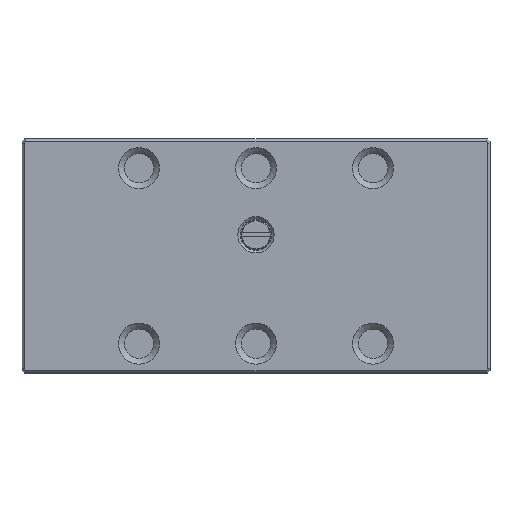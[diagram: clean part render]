
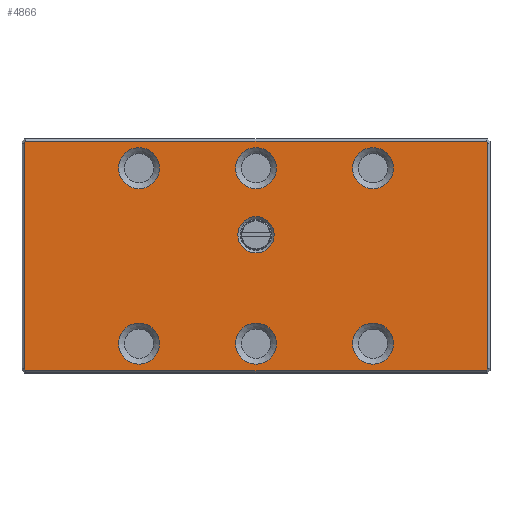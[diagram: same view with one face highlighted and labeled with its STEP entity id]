
A CAD part, top view. The second image highlights one B-rep face of the part: STEP entity #4866.
In plain terms, the highlighted planar face has unit normal (0, 0, 1).
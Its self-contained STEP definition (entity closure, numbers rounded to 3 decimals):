
#4329=FACE_BOUND('',#8364,.T.);
#4330=FACE_BOUND('',#8365,.T.);
#4331=FACE_BOUND('',#8366,.T.);
#4332=FACE_BOUND('',#8367,.T.);
#4333=FACE_BOUND('',#8368,.T.);
#4334=FACE_BOUND('',#8369,.T.);
#4335=FACE_BOUND('',#8370,.T.);
#4336=FACE_BOUND('',#8371,.T.);
#4448=CIRCLE('',#28365,1.55);
#4449=CIRCLE('',#28366,1.75);
#4450=CIRCLE('',#28367,1.75);
#4451=CIRCLE('',#28368,1.75);
#4452=CIRCLE('',#28369,1.75);
#4453=CIRCLE('',#28370,1.75);
#4454=CIRCLE('',#28371,1.75);
#4866=ADVANCED_FACE('',(#4329,#4330,#4331,#4332,#4333,#4334,#4335,#4336),
#6081,.F.);
#6081=PLANE('',#28372);
#8364=EDGE_LOOP('',(#12230));
#8365=EDGE_LOOP('',(#12231));
#8366=EDGE_LOOP('',(#12232));
#8367=EDGE_LOOP('',(#12233));
#8368=EDGE_LOOP('',(#12234));
#8369=EDGE_LOOP('',(#12235));
#8370=EDGE_LOOP('',(#12236));
#8371=EDGE_LOOP('',(#12237,#12238,#12239,#12240,#12241,#12242,#12243,#12244));
#12230=ORIENTED_EDGE('',*,*,#20371,.T.);
#12231=ORIENTED_EDGE('',*,*,#20372,.T.);
#12232=ORIENTED_EDGE('',*,*,#20373,.T.);
#12233=ORIENTED_EDGE('',*,*,#20374,.T.);
#12234=ORIENTED_EDGE('',*,*,#20375,.T.);
#12235=ORIENTED_EDGE('',*,*,#20376,.T.);
#12236=ORIENTED_EDGE('',*,*,#20377,.T.);
#12237=ORIENTED_EDGE('',*,*,#20378,.T.);
#12238=ORIENTED_EDGE('',*,*,#20379,.T.);
#12239=ORIENTED_EDGE('',*,*,#20380,.T.);
#12240=ORIENTED_EDGE('',*,*,#20381,.T.);
#12241=ORIENTED_EDGE('',*,*,#20382,.T.);
#12242=ORIENTED_EDGE('',*,*,#20383,.T.);
#12243=ORIENTED_EDGE('',*,*,#20384,.T.);
#12244=ORIENTED_EDGE('',*,*,#20385,.T.);
#17802=VERTEX_POINT('',#38281);
#17803=VERTEX_POINT('',#38283);
#17804=VERTEX_POINT('',#38285);
#17805=VERTEX_POINT('',#38287);
#17806=VERTEX_POINT('',#38289);
#17807=VERTEX_POINT('',#38291);
#17808=VERTEX_POINT('',#38293);
#17809=VERTEX_POINT('',#38295);
#17810=VERTEX_POINT('',#38296);
#17811=VERTEX_POINT('',#38298);
#17812=VERTEX_POINT('',#38300);
#17813=VERTEX_POINT('',#38302);
#17814=VERTEX_POINT('',#38304);
#17815=VERTEX_POINT('',#38306);
#17816=VERTEX_POINT('',#38308);
#20371=EDGE_CURVE('',#17802,#17802,#4448,.T.);
#20372=EDGE_CURVE('',#17803,#17803,#4449,.T.);
#20373=EDGE_CURVE('',#17804,#17804,#4450,.T.);
#20374=EDGE_CURVE('',#17805,#17805,#4451,.T.);
#20375=EDGE_CURVE('',#17806,#17806,#4452,.T.);
#20376=EDGE_CURVE('',#17807,#17807,#4453,.T.);
#20377=EDGE_CURVE('',#17808,#17808,#4454,.T.);
#20378=EDGE_CURVE('',#17809,#17810,#23539,.T.);
#20379=EDGE_CURVE('',#17810,#17811,#23540,.T.);
#20380=EDGE_CURVE('',#17811,#17812,#23541,.T.);
#20381=EDGE_CURVE('',#17812,#17813,#23542,.T.);
#20382=EDGE_CURVE('',#17813,#17814,#23543,.T.);
#20383=EDGE_CURVE('',#17814,#17815,#23544,.T.);
#20384=EDGE_CURVE('',#17815,#17816,#23545,.T.);
#20385=EDGE_CURVE('',#17816,#17809,#23546,.T.);
#23539=LINE('',#38294,#26471);
#23540=LINE('',#38297,#26472);
#23541=LINE('',#38299,#26473);
#23542=LINE('',#38301,#26474);
#23543=LINE('',#38303,#26475);
#23544=LINE('',#38305,#26476);
#23545=LINE('',#38307,#26477);
#23546=LINE('',#38309,#26478);
#26471=VECTOR('',#31453,1.);
#26472=VECTOR('',#31454,1.);
#26473=VECTOR('',#31455,1.);
#26474=VECTOR('',#31456,1.);
#26475=VECTOR('',#31457,1.);
#26476=VECTOR('',#31458,1.);
#26477=VECTOR('',#31459,1.);
#26478=VECTOR('',#31460,1.);
#28365=AXIS2_PLACEMENT_3D('',#38280,#31439,#31440);
#28366=AXIS2_PLACEMENT_3D('',#38282,#31441,#31442);
#28367=AXIS2_PLACEMENT_3D('',#38284,#31443,#31444);
#28368=AXIS2_PLACEMENT_3D('',#38286,#31445,#31446);
#28369=AXIS2_PLACEMENT_3D('',#38288,#31447,#31448);
#28370=AXIS2_PLACEMENT_3D('',#38290,#31449,#31450);
#28371=AXIS2_PLACEMENT_3D('',#38292,#31451,#31452);
#28372=AXIS2_PLACEMENT_3D('',#38310,#31461,#31462);
#31439=DIRECTION('',(0.,0.,-1.));
#31440=DIRECTION('',(0.,1.,0.));
#31441=DIRECTION('',(0.,0.,-1.));
#31442=DIRECTION('',(0.,1.,0.));
#31443=DIRECTION('',(0.,0.,-1.));
#31444=DIRECTION('',(0.,1.,0.));
#31445=DIRECTION('',(0.,0.,-1.));
#31446=DIRECTION('',(0.,1.,0.));
#31447=DIRECTION('',(0.,0.,-1.));
#31448=DIRECTION('',(0.,1.,0.));
#31449=DIRECTION('',(0.,0.,-1.));
#31450=DIRECTION('',(0.,1.,0.));
#31451=DIRECTION('',(0.,0.,-1.));
#31452=DIRECTION('',(0.,1.,0.));
#31453=DIRECTION('',(-0.577,-0.816,0.));
#31454=DIRECTION('',(0.,-1.,0.));
#31455=DIRECTION('',(0.577,-0.816,0.));
#31456=DIRECTION('',(1.,0.,0.));
#31457=DIRECTION('',(0.577,0.816,0.));
#31458=DIRECTION('',(0.,1.,0.));
#31459=DIRECTION('',(-0.577,0.816,0.));
#31460=DIRECTION('',(-1.,0.,0.));
#31461=DIRECTION('',(0.,0.,-1.));
#31462=DIRECTION('',(0.,-1.,0.));
#38280=CARTESIAN_POINT('',(0.,1.8,10.));
#38281=CARTESIAN_POINT('',(0.,3.35,10.));
#38282=CARTESIAN_POINT('',(10.,7.5,10.));
#38283=CARTESIAN_POINT('',(10.,9.25,10.));
#38284=CARTESIAN_POINT('',(0.,7.5,10.));
#38285=CARTESIAN_POINT('',(0.,9.25,10.));
#38286=CARTESIAN_POINT('',(10.,-7.5,10.));
#38287=CARTESIAN_POINT('',(10.,-5.75,10.));
#38288=CARTESIAN_POINT('',(0.,-7.5,10.));
#38289=CARTESIAN_POINT('',(0.,-5.75,10.));
#38290=CARTESIAN_POINT('',(-10.,7.5,10.));
#38291=CARTESIAN_POINT('',(-10.,9.25,10.));
#38292=CARTESIAN_POINT('',(-10.,-7.5,10.));
#38293=CARTESIAN_POINT('',(-10.,-5.75,10.));
#38294=CARTESIAN_POINT('',(-19.853,9.584,10.));
#38295=CARTESIAN_POINT('',(-19.7,9.8,10.));
#38296=CARTESIAN_POINT('',(-19.8,9.659,10.));
#38297=CARTESIAN_POINT('',(-19.8,10.,10.));
#38298=CARTESIAN_POINT('',(-19.8,-9.659,10.));
#38299=CARTESIAN_POINT('',(-19.853,-9.584,10.));
#38300=CARTESIAN_POINT('',(-19.7,-9.8,10.));
#38301=CARTESIAN_POINT('',(20.,-9.8,10.));
#38302=CARTESIAN_POINT('',(19.7,-9.8,10.));
#38303=CARTESIAN_POINT('',(19.853,-9.584,10.));
#38304=CARTESIAN_POINT('',(19.8,-9.659,10.));
#38305=CARTESIAN_POINT('',(19.8,9.376,10.));
#38306=CARTESIAN_POINT('',(19.8,9.659,10.));
#38307=CARTESIAN_POINT('',(19.853,9.584,10.));
#38308=CARTESIAN_POINT('',(19.7,9.8,10.));
#38309=CARTESIAN_POINT('',(20.,9.8,10.));
#38310=CARTESIAN_POINT('',(20.,10.,10.));
